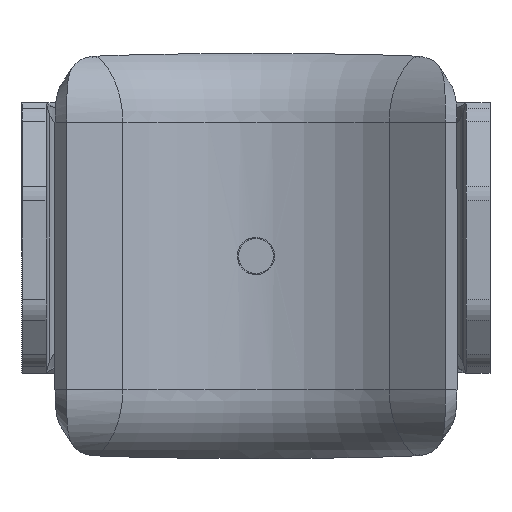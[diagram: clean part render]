
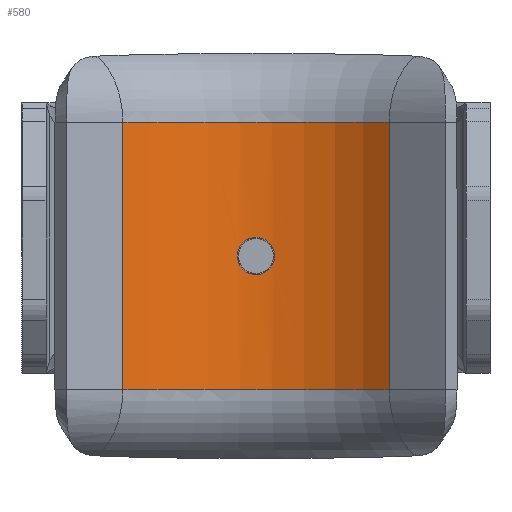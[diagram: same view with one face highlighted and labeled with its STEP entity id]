
A CAD part, front view. The second image highlights one B-rep face of the part: STEP entity #580.
In plain terms, the highlighted cylindrical face has radius 17 mm (diameter 34 mm), a partial arc.
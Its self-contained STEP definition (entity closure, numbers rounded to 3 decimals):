
#156 = CARTESIAN_POINT ( 'NONE',  ( -0.778, 8.132, -1.344 ) ) ;
#237 = CARTESIAN_POINT ( 'NONE',  ( -1.169, 8.11, -1.023 ) ) ;
#323 = CARTESIAN_POINT ( 'NONE',  ( 1.346, 8.097, 0.775 ) ) ;
#403 = CARTESIAN_POINT ( 'NONE',  ( -1.345, 8.097, -0.777 ) ) ;
#580 = ADVANCED_FACE ( 'NONE', ( #15678, #3987 ), #12924, .F. ) ;
#624 = VECTOR ( 'NONE', #6217, 1000. ) ;
#745 = ORIENTED_EDGE ( 'NONE', *, *, #15397, .T. ) ;
#1015 = CARTESIAN_POINT ( 'NONE',  ( -11.099, 4.027, 17.5 ) ) ;
#1296 = DIRECTION ( 'NONE',  ( -1., 0., 0. ) ) ;
#1409 = CARTESIAN_POINT ( 'NONE',  ( -0.945, 8.124, 1.233 ) ) ;
#1439 = CIRCLE ( 'NONE', #3849, 17. ) ;
#1489 = CARTESIAN_POINT ( 'NONE',  ( 1.392, 8.093, -0.689 ) ) ;
#1571 = CARTESIAN_POINT ( 'NONE',  ( 0.781, 8.133, 1.354 ) ) ;
#1661 = CARTESIAN_POINT ( 'NONE',  ( -1.394, 8.093, -0.686 ) ) ;
#2267 = CARTESIAN_POINT ( 'NONE',  ( -11.099, 4.027, -11.15 ) ) ;
#2405 = VERTEX_POINT ( 'NONE', #13767 ) ;
#2673 = CARTESIAN_POINT ( 'NONE',  ( 0., -8.85, -11.15 ) ) ;
#2755 = CARTESIAN_POINT ( 'NONE',  ( -0.403, 8.146, -1.5 ) ) ;
#2837 = CARTESIAN_POINT ( 'NONE',  ( 1.55, 8.079, -0.104 ) ) ;
#2917 = CARTESIAN_POINT ( 'NONE',  ( -1.54, 8.08, -0.203 ) ) ;
#2954 = CARTESIAN_POINT ( 'NONE',  ( 11.099, 4.027, -11.15 ) ) ;
#3003 = CARTESIAN_POINT ( 'NONE',  ( -0.102, 8.15, -1.55 ) ) ;
#3214 = VERTEX_POINT ( 'NONE', #2267 ) ;
#3371 = LINE ( 'NONE', #1015, #624 ) ;
#3679 = CARTESIAN_POINT ( 'NONE',  ( 0., 8.15, 1.55 ) ) ;
#3849 = AXIS2_PLACEMENT_3D ( 'NONE', #2673, #10195, #8944 ) ;
#3932 = CARTESIAN_POINT ( 'NONE',  ( -0.203, 8.149, 1.54 ) ) ;
#3987 = FACE_OUTER_BOUND ( 'NONE', #10438, .T. ) ;
#4014 = CARTESIAN_POINT ( 'NONE',  ( -0.946, 8.124, -1.232 ) ) ;
#4095 = CARTESIAN_POINT ( 'NONE',  ( -1.471, 8.086, -0.499 ) ) ;
#4174 = CARTESIAN_POINT ( 'NONE',  ( -1.509, 8.083, 0.407 ) ) ;
#4259 = CARTESIAN_POINT ( 'NONE',  ( 0.406, 8.146, -1.509 ) ) ;
#4344 = CARTESIAN_POINT ( 'NONE',  ( 0.408, 8.146, 1.509 ) ) ;
#4795 = LINE ( 'NONE', #6133, #9349 ) ;
#5265 = CARTESIAN_POINT ( 'NONE',  ( -1.5, 8.084, -0.402 ) ) ;
#5346 = CARTESIAN_POINT ( 'NONE',  ( 0.202, 8.15, -1.55 ) ) ;
#5513 = CARTESIAN_POINT ( 'NONE',  ( 0.779, 8.133, -1.355 ) ) ;
#5674 = ORIENTED_EDGE ( 'NONE', *, *, #15434, .F. ) ;
#5736 = B_SPLINE_CURVE_WITH_KNOTS ( 'NONE', 3,
 ( #3679, #8777, #3932, #16466, #13946, #11535, #12870, #1409, #12948, #8184, #15623, #4174, #6596, #11866, #2917, #5265, #4095, #1661, #403, #11696, #237, #14203, #4014, #156, #6766, #14286, #2755, #7856, #3003, #5346, #4259, #5513, #6849, #10601, #14364, #15543, #1489, #10443, #9192, #15703, #2837, #7935, #9274, #13027, #323, #9353, #8019, #10358, #1571, #4344, #6681, #14450 ),
 .UNSPECIFIED., .T., .F.,
 ( 4, 2, 2, 2, 2, 2, 2, 2, 2, 2, 2, 2, 2, 2, 2, 2, 2, 2, 2, 2, 2, 2, 2, 2, 2, 4 ),
 ( 0., 0., 0.001, 0.001, 0.001, 0.002, 0.002, 0.003, 0.003, 0.003, 0.004, 0.004, 0.004, 0.005, 0.005, 0.005, 0.006, 0.006, 0.007, 0.007, 0.007, 0.008, 0.008, 0.008, 0.009, 0.01 ),
 .UNSPECIFIED. ) ;
#5980 = AXIS2_PLACEMENT_3D ( 'NONE', #7465, #8636, #13727 ) ;
#6133 = CARTESIAN_POINT ( 'NONE',  ( 11.099, 4.027, 17.5 ) ) ;
#6217 = DIRECTION ( 'NONE',  ( 0., 0., -1. ) ) ;
#6596 = CARTESIAN_POINT ( 'NONE',  ( -1.55, 8.079, 0.203 ) ) ;
#6681 = CARTESIAN_POINT ( 'NONE',  ( 0.205, 8.15, 1.55 ) ) ;
#6766 = CARTESIAN_POINT ( 'NONE',  ( -0.688, 8.136, -1.393 ) ) ;
#6849 = CARTESIAN_POINT ( 'NONE',  ( 0.952, 8.124, -1.24 ) ) ;
#7330 = VERTEX_POINT ( 'NONE', #2954 ) ;
#7465 = CARTESIAN_POINT ( 'NONE',  ( 0., -8.85, 11.15 ) ) ;
#7496 = AXIS2_PLACEMENT_3D ( 'NONE', #9328, #12759, #1296 ) ;
#7674 = ORIENTED_EDGE ( 'NONE', *, *, #8268, .F. ) ;
#7856 = CARTESIAN_POINT ( 'NONE',  ( -0.205, 8.149, -1.54 ) ) ;
#7935 = CARTESIAN_POINT ( 'NONE',  ( 1.55, 8.079, 0.203 ) ) ;
#8019 = CARTESIAN_POINT ( 'NONE',  ( 1.168, 8.11, 1.024 ) ) ;
#8184 = CARTESIAN_POINT ( 'NONE',  ( -1.239, 8.105, 0.953 ) ) ;
#8230 = ORIENTED_EDGE ( 'NONE', *, *, #16136, .T. ) ;
#8268 = EDGE_CURVE ( 'NONE', #13647, #7330, #4795, .T. ) ;
#8636 = DIRECTION ( 'NONE',  ( 0., 0., -1. ) ) ;
#8699 = CARTESIAN_POINT ( 'NONE',  ( -11.099, 4.027, 11.15 ) ) ;
#8777 = CARTESIAN_POINT ( 'NONE',  ( -0.102, 8.15, 1.55 ) ) ;
#8944 = DIRECTION ( 'NONE',  ( -1., 0., 0. ) ) ;
#9192 = CARTESIAN_POINT ( 'NONE',  ( 1.5, 8.084, -0.403 ) ) ;
#9274 = CARTESIAN_POINT ( 'NONE',  ( 1.51, 8.083, 0.404 ) ) ;
#9328 = CARTESIAN_POINT ( 'NONE',  ( 0., -8.85, 17.5 ) ) ;
#9349 = VECTOR ( 'NONE', #9888, 1000. ) ;
#9353 = CARTESIAN_POINT ( 'NONE',  ( 1.234, 8.105, 0.944 ) ) ;
#9888 = DIRECTION ( 'NONE',  ( 0., 0., -1. ) ) ;
#10099 = VERTEX_POINT ( 'NONE', #8699 ) ;
#10195 = DIRECTION ( 'NONE',  ( 0., 0., -1. ) ) ;
#10358 = CARTESIAN_POINT ( 'NONE',  ( 0.954, 8.124, 1.238 ) ) ;
#10438 = EDGE_LOOP ( 'NONE', ( #7674, #12859, #8230, #745 ) ) ;
#10443 = CARTESIAN_POINT ( 'NONE',  ( 1.47, 8.086, -0.501 ) ) ;
#10601 = CARTESIAN_POINT ( 'NONE',  ( 1.166, 8.11, -1.026 ) ) ;
#11535 = CARTESIAN_POINT ( 'NONE',  ( -0.688, 8.136, 1.393 ) ) ;
#11696 = CARTESIAN_POINT ( 'NONE',  ( -1.233, 8.105, -0.945 ) ) ;
#11866 = CARTESIAN_POINT ( 'NONE',  ( -1.55, 8.079, -0.1 ) ) ;
#12759 = DIRECTION ( 'NONE',  ( 0., 0., -1. ) ) ;
#12859 = ORIENTED_EDGE ( 'NONE', *, *, #16019, .F. ) ;
#12870 = CARTESIAN_POINT ( 'NONE',  ( -0.777, 8.132, 1.345 ) ) ;
#12924 = CYLINDRICAL_SURFACE ( 'NONE', #7496, 17. ) ;
#12948 = CARTESIAN_POINT ( 'NONE',  ( -1.025, 8.119, 1.167 ) ) ;
#13027 = CARTESIAN_POINT ( 'NONE',  ( 1.394, 8.093, 0.686 ) ) ;
#13138 = EDGE_LOOP ( 'NONE', ( #5674 ) ) ;
#13180 = CIRCLE ( 'NONE', #5980, 17. ) ;
#13647 = VERTEX_POINT ( 'NONE', #15412 ) ;
#13727 = DIRECTION ( 'NONE',  ( -1., 0., 0. ) ) ;
#13767 = CARTESIAN_POINT ( 'NONE',  ( 0., 8.15, 1.55 ) ) ;
#13946 = CARTESIAN_POINT ( 'NONE',  ( -0.5, 8.143, 1.471 ) ) ;
#14203 = CARTESIAN_POINT ( 'NONE',  ( -1.024, 8.119, -1.168 ) ) ;
#14286 = CARTESIAN_POINT ( 'NONE',  ( -0.5, 8.143, -1.471 ) ) ;
#14364 = CARTESIAN_POINT ( 'NONE',  ( 1.232, 8.105, -0.946 ) ) ;
#14450 = CARTESIAN_POINT ( 'NONE',  ( 0., 8.15, 1.55 ) ) ;
#15397 = EDGE_CURVE ( 'NONE', #3214, #7330, #1439, .T. ) ;
#15412 = CARTESIAN_POINT ( 'NONE',  ( 11.099, 4.027, 11.15 ) ) ;
#15434 = EDGE_CURVE ( 'NONE', #2405, #2405, #5736, .T. ) ;
#15543 = CARTESIAN_POINT ( 'NONE',  ( 1.345, 8.097, -0.778 ) ) ;
#15623 = CARTESIAN_POINT ( 'NONE',  ( -1.354, 8.096, 0.78 ) ) ;
#15678 = FACE_BOUND ( 'NONE', #13138, .T. ) ;
#15703 = CARTESIAN_POINT ( 'NONE',  ( 1.54, 8.08, -0.205 ) ) ;
#16019 = EDGE_CURVE ( 'NONE', #10099, #13647, #13180, .T. ) ;
#16136 = EDGE_CURVE ( 'NONE', #10099, #3214, #3371, .T. ) ;
#16466 = CARTESIAN_POINT ( 'NONE',  ( -0.401, 8.146, 1.501 ) ) ;
